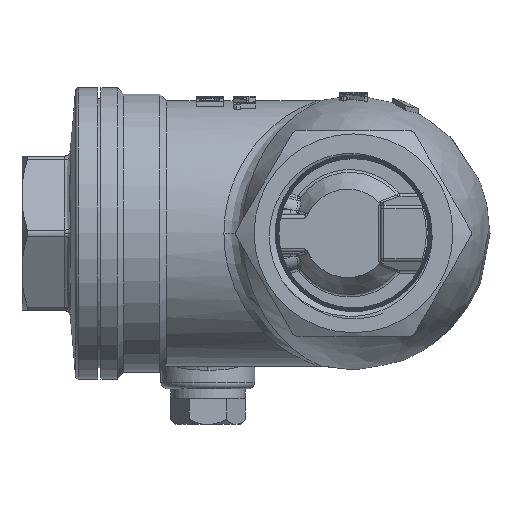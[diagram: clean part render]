
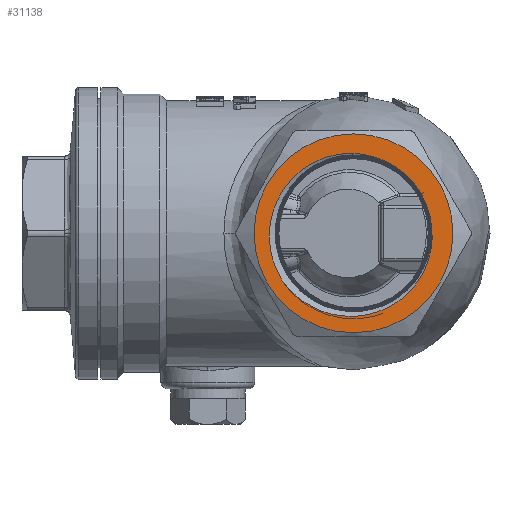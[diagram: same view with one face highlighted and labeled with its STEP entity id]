
A CAD part, left-side view. The second image highlights one B-rep face of the part: STEP entity #31138.
In plain terms, the highlighted planar face has unit normal (-1, 0, 0).
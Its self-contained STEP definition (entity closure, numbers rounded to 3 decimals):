
#28002=CARTESIAN_POINT('',(-39.898,-12.047,1.188));
#28003=VERTEX_POINT('',#28002);
#28017=CARTESIAN_POINT('',(-39.899,-6.68,10.095));
#28018=VERTEX_POINT('',#28017);
#28019=CARTESIAN_POINT('',(-39.899,0.0,0.0));
#28020=DIRECTION('',(1.0,0.0,0.0));
#28021=DIRECTION('',(0.0,-0.552,0.834));
#28022=AXIS2_PLACEMENT_3D('',#28019,#28020,#28021);
#28023=CIRCLE('',#28022,12.105);
#28024=EDGE_CURVE('',#28018,#28003,#28023,.T.);
#29675=CARTESIAN_POINT('',(-39.899,10.979,-7.364));
#29676=VERTEX_POINT('',#29675);
#29677=CARTESIAN_POINT('',(-39.899,10.979,-7.363));
#29678=CARTESIAN_POINT('',(-39.899,11.671,-6.259));
#29679=CARTESIAN_POINT('',(-39.899,12.2,-5.055));
#29680=CARTESIAN_POINT('',(-39.899,12.875,-2.538));
#29681=CARTESIAN_POINT('',(-39.899,13.025,-1.238));
#29682=CARTESIAN_POINT('',(-39.899,12.92,1.709));
#29683=CARTESIAN_POINT('',(-39.899,12.541,3.354));
#29684=CARTESIAN_POINT('',(-39.899,11.194,6.36));
#29685=CARTESIAN_POINT('',(-39.899,10.236,7.726));
#29686=CARTESIAN_POINT('',(-39.899,7.943,9.921));
#29687=CARTESIAN_POINT('',(-39.899,6.577,10.841));
#29688=CARTESIAN_POINT('',(-39.899,3.605,12.02));
#29689=CARTESIAN_POINT('',(-39.899,2.014,12.364));
#29690=CARTESIAN_POINT('',(-39.899,-0.947,12.338));
#29691=CARTESIAN_POINT('',(-39.899,-2.193,12.136));
#29692=CARTESIAN_POINT('',(-39.899,-4.564,11.37));
#29693=CARTESIAN_POINT('',(-39.899,-5.673,10.81));
#29694=CARTESIAN_POINT('',(-39.899,-6.679,10.095));
#29695=B_SPLINE_CURVE_WITH_KNOTS('',3,(#29677,#29678,#29679,#29680,#29681,#29682,#29683,#29684,#29685,#29686,#29687,#29688,#29689,#29690,#29691,#29692,#29693,#29694),.UNSPECIFIED.,.F.,.U.,(4,2,2,2,2,2,2,2,4),(0.,0.391,0.776,1.269,1.754,2.208,2.603,2.892,3.179),.UNSPECIFIED.);
#29696=EDGE_CURVE('',#29676,#28018,#29695,.T.);
#31092=CARTESIAN_POINT('',(-39.899,-12.047,1.188));
#31093=CARTESIAN_POINT('',(-39.899,-12.194,0.084));
#31094=CARTESIAN_POINT('',(-39.899,-12.188,-1.04));
#31095=CARTESIAN_POINT('',(-39.899,-11.872,-3.26));
#31096=CARTESIAN_POINT('',(-39.899,-11.557,-4.349));
#31097=CARTESIAN_POINT('',(-39.899,-10.444,-6.866));
#31098=CARTESIAN_POINT('',(-39.899,-9.498,-8.205));
#31099=CARTESIAN_POINT('',(-39.899,-7.127,-10.469));
#31100=CARTESIAN_POINT('',(-39.899,-5.724,-11.356));
#31101=CARTESIAN_POINT('',(-39.899,-2.627,-12.559));
#31102=CARTESIAN_POINT('',(-39.899,-0.97,-12.847));
#31103=CARTESIAN_POINT('',(-39.899,2.395,-12.774));
#31104=CARTESIAN_POINT('',(-39.899,4.057,-12.404));
#31105=CARTESIAN_POINT('',(-39.899,6.669,-11.256));
#31106=CARTESIAN_POINT('',(-39.899,7.668,-10.649));
#31107=CARTESIAN_POINT('',(-39.899,9.485,-9.176));
#31108=CARTESIAN_POINT('',(-39.899,10.296,-8.315));
#31109=CARTESIAN_POINT('',(-39.899,10.979,-7.364));
#31110=B_SPLINE_CURVE_WITH_KNOTS('',3,(#31092,#31093,#31094,#31095,#31096,#31097,#31098,#31099,#31100,#31101,#31102,#31103,#31104,#31105,#31106,#31107,#31108,#31109),.UNSPECIFIED.,.F.,.U.,(4,2,2,2,2,2,2,2,4),(0.,0.334,0.673,1.165,1.667,2.177,2.694,3.048,3.403),.UNSPECIFIED.);
#31111=EDGE_CURVE('',#28003,#29676,#31110,.T.);
#31117=CARTESIAN_POINT('',(-39.899,0.0,0.0));
#31118=DIRECTION('',(1.0,0.0,0.0));
#31119=DIRECTION('',(0.0,0.0,-1.0));
#31120=AXIS2_PLACEMENT_3D('',#31117,#31118,#31119);
#31121=PLANE('',#31120);
#31122=CARTESIAN_POINT('',(-39.899,15.36,0.0));
#31123=VERTEX_POINT('',#31122);
#31124=CARTESIAN_POINT('',(-39.899,0.0,0.0));
#31125=DIRECTION('',(-1.0,0.0,0.0));
#31126=DIRECTION('',(0.0,1.0,0.0));
#31127=AXIS2_PLACEMENT_3D('',#31124,#31125,#31126);
#31128=CIRCLE('',#31127,15.36);
#31129=EDGE_CURVE('',#31123,#31123,#31128,.T.);
#31130=ORIENTED_EDGE('',*,*,#31129,.T.);
#31131=EDGE_LOOP('',(#31130));
#31132=FACE_OUTER_BOUND('',#31131,.T.);
#31133=ORIENTED_EDGE('',*,*,#31111,.T.);
#31134=ORIENTED_EDGE('',*,*,#29696,.T.);
#31135=ORIENTED_EDGE('',*,*,#28024,.T.);
#31136=EDGE_LOOP('',(#31133,#31134,#31135));
#31137=FACE_BOUND('',#31136,.T.);
#31138=ADVANCED_FACE('',(#31132,#31137),#31121,.F.);
